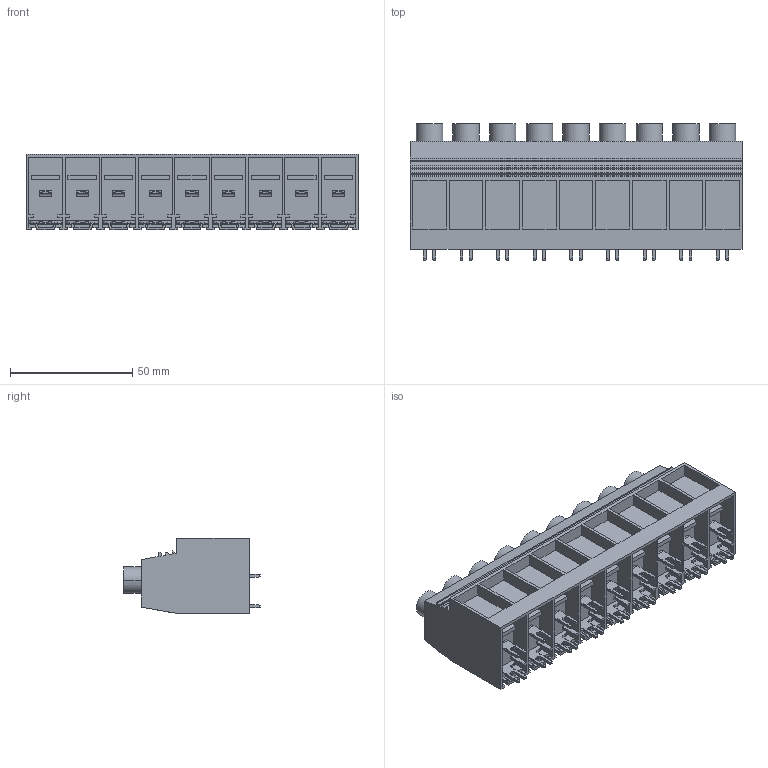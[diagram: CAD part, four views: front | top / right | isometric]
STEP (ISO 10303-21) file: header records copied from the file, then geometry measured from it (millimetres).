
FILE_DESCRIPTION(('CATIA V5 STEP Exchange'),'2;1');
FILE_NAME ('D1451673_0_1386880000_1386880000.stp','2016-10-28T10:57:41+00:00',('none'),('Weidmueller'),'CATIA Version 5-6 Release 2014','CATIA V5 STEP AP203','none');
FILE_SCHEMA(('CONFIG_CONTROL_DESIGN'));
Length unit declared in the file: millimetre
Products named in the file (1): 1386880000_S
Bounding box: 136 x 56 x 31 mm (x, y, z)
Volume: 132483.4 mm3; surface area: 43556.2 mm2
Topology: 28 solids, 28 shells, 1348 faces, 3882 edges, 2626 vertices
Faces by surface type: plane 977, cylinder 371
Entity records: 41306 total; most frequent: CARTESIAN_POINT 8439, ORIENTED_EDGE 7764, DIRECTION 5248, EDGE_CURVE 3882, VECTOR 3104, LINE 3104, VERTEX_POINT 2626, EDGE_LOOP 1384
